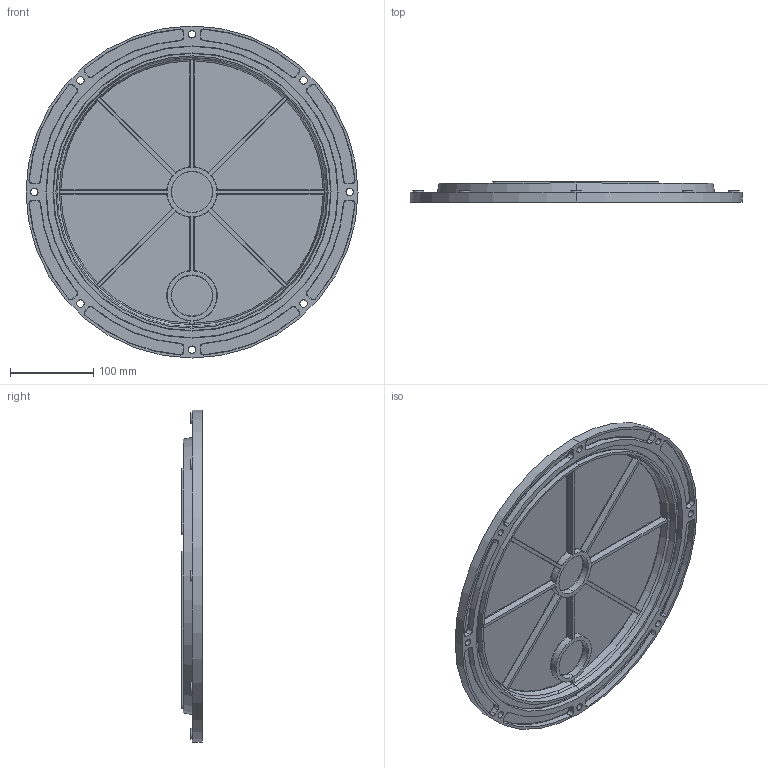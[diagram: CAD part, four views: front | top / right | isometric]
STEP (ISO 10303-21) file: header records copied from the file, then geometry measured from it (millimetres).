
FILE_DESCRIPTION (( 'STEP AP203' ), '1' );
FILE_NAME ('R8-012.STEP', '2019-10-08T07:10:45', ( '' ), ( '' ), 'SwSTEP 2.0', 'SolidWorks 2019', '' );
FILE_SCHEMA (( 'CONFIG_CONTROL_DESIGN' ));
Length unit declared in the file: millimetre
Products named in the file (1): R8-012
Bounding box: 400 x 25 x 400 mm (x, y, z)
Volume: 809576.9 mm3; surface area: 351523.5 mm2
Topology: 1 solids, 1 shells, 397 faces, 944 edges, 542 vertices
Faces by surface type: cylinder 172, torus 84, plane 81, sphere 32, bspline 16, cone 12
Entity records: 11673 total; most frequent: CARTESIAN_POINT 2328, DIRECTION 2178, ORIENTED_EDGE 1824, AXIS2_PLACEMENT_3D 936, EDGE_CURVE 912, CIRCLE 554, VERTEX_POINT 542, EDGE_LOOP 438
